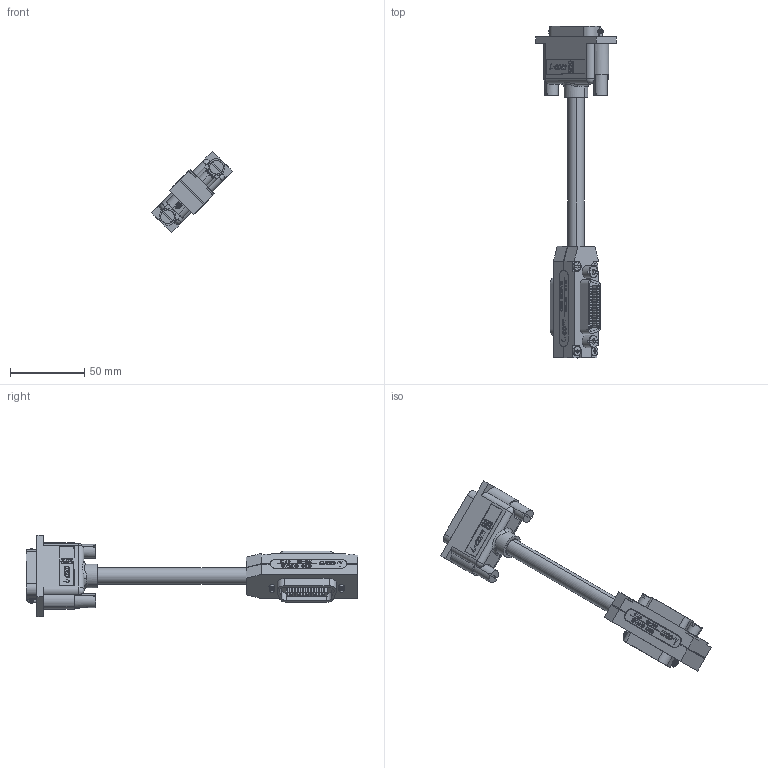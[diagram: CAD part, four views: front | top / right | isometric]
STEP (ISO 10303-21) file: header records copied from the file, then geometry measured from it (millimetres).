
FILE_DESCRIPTION (( 'STEP AP214' ), '1' );
FILE_NAME ('CBC24.STEP', '2020-08-19T16:11:29', ( '' ), ( '' ), 'SwSTEP 2.0', 'SolidWorks 2018', '' );
FILE_SCHEMA (( 'AUTOMOTIVE_DESIGN' ));
Length unit declared in the file: inch
Products named in the file (13): 3AB05-010; 1AJ06-018; 3AB05-006; 3AB05-007; 3AB05-005; 3AB10-004; 3AB05-008; 3AB05-009; 3AC01-022; CBC24; 3AC01-023; 3AA07-017; 3AC03-026
Assembly tree (16 placements, depth 3):
  CBC24
    3AC03-026
    3AB05-009
      3AB10-004
      3AB05-007
      3AB05-006
      1AJ06-018  x2
    3AC01-023  x2
    3AB05-010
      3AB05-008
      3AA07-017  x2
      3AB05-005
    3AC01-022  x2
Bounding box: 54.28 x 223.38 x 54.63 mm (x, y, z)
Volume: 84358.3 mm3; surface area: 37819.4 mm2
Topology: 14 solids, 14 shells, 3293 faces, 8529 edges, 5630 vertices
Faces by surface type: plane 2303, bspline 583, cylinder 290, cone 106, torus 7, sphere 4
Entity records: 120096 total; most frequent: CARTESIAN_POINT 34799, ORIENTED_EDGE 13598, DIRECTION 11375, EDGE_CURVE 6799, LINE 5489, VECTOR 5489, VERTEX_POINT 4489, EDGE_LOOP 2956
